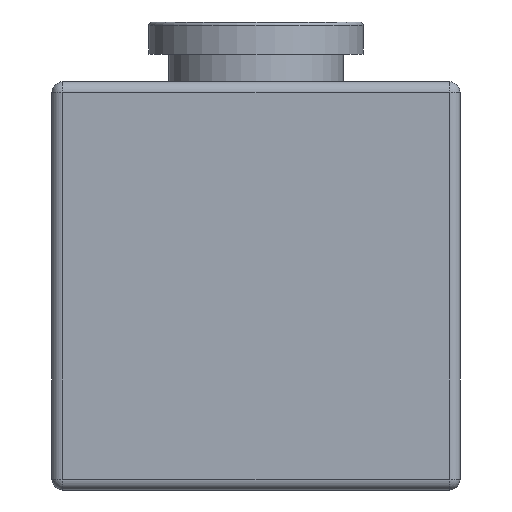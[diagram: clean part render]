
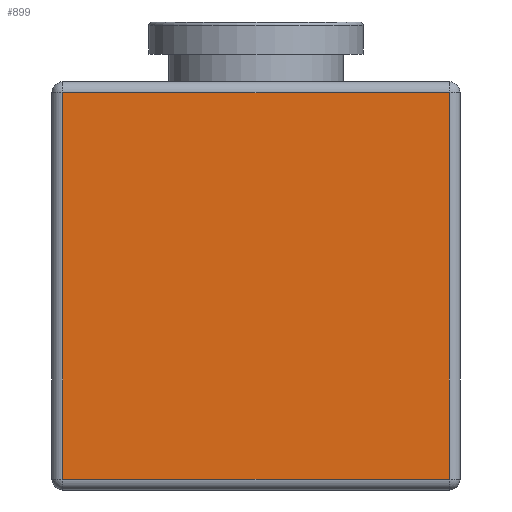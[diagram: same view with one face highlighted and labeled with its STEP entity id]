
A CAD part, front view. The second image highlights one B-rep face of the part: STEP entity #899.
In plain terms, the highlighted planar face has unit normal (0, -1, 0).
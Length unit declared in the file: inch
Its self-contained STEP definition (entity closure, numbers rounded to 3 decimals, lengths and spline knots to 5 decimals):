
#110 = DIRECTION ( 'NONE',  ( 0., 0., 1. ) ) ;
#111 = VECTOR ( 'NONE', #1757, 39.37008 ) ;
#120 = DIRECTION ( 'NONE',  ( 0., 1., 0. ) ) ;
#166 = DIRECTION ( 'NONE',  ( -1., 0., 0. ) ) ;
#188 = CARTESIAN_POINT ( 'NONE',  ( 0., 0., 0.73 ) ) ;
#208 = VECTOR ( 'NONE', #1317, 39.37008 ) ;
#245 = CARTESIAN_POINT ( 'NONE',  ( 0.73, 0., 0.02 ) ) ;
#267 = CARTESIAN_POINT ( 'NONE',  ( 0., 0., 0.75 ) ) ;
#289 = EDGE_CURVE ( 'NONE', #362, #951, #988, .T. ) ;
#294 = PLANE ( 'NONE',  #661 ) ;
#340 = CARTESIAN_POINT ( 'NONE',  ( 0.73, 0., 0.73 ) ) ;
#343 = ORIENTED_EDGE ( 'NONE', *, *, #1813, .T. ) ;
#362 = VERTEX_POINT ( 'NONE', #1331 ) ;
#389 = CARTESIAN_POINT ( 'NONE',  ( 0.02, 0., 0.75 ) ) ;
#404 = DIRECTION ( 'NONE',  ( 0., 0., -1. ) ) ;
#432 = VECTOR ( 'NONE', #166, 39.37008 ) ;
#581 = EDGE_CURVE ( 'NONE', #1639, #362, #762, .T. ) ;
#661 = AXIS2_PLACEMENT_3D ( 'NONE', #267, #120, #110 ) ;
#715 = EDGE_CURVE ( 'NONE', #1185, #1639, #1594, .T. ) ;
#762 = LINE ( 'NONE', #389, #1401 ) ;
#877 = CARTESIAN_POINT ( 'NONE',  ( 0.02, 0., 0.73 ) ) ;
#899 = ADVANCED_FACE ( 'NONE', ( #1323 ), #294, .F. ) ;
#912 = CARTESIAN_POINT ( 'NONE',  ( 0.73, 0., 0.75 ) ) ;
#951 = VERTEX_POINT ( 'NONE', #245 ) ;
#971 = EDGE_LOOP ( 'NONE', ( #343, #1549, #1377, #1603 ) ) ;
#988 = LINE ( 'NONE', #1643, #111 ) ;
#1185 = VERTEX_POINT ( 'NONE', #340 ) ;
#1317 = DIRECTION ( 'NONE',  ( 0., 0., 1. ) ) ;
#1323 = FACE_OUTER_BOUND ( 'NONE', #971, .T. ) ;
#1331 = CARTESIAN_POINT ( 'NONE',  ( 0.02, 0., 0.02 ) ) ;
#1343 = LINE ( 'NONE', #912, #208 ) ;
#1377 = ORIENTED_EDGE ( 'NONE', *, *, #581, .T. ) ;
#1401 = VECTOR ( 'NONE', #404, 39.37008 ) ;
#1549 = ORIENTED_EDGE ( 'NONE', *, *, #715, .T. ) ;
#1594 = LINE ( 'NONE', #188, #432 ) ;
#1603 = ORIENTED_EDGE ( 'NONE', *, *, #289, .T. ) ;
#1639 = VERTEX_POINT ( 'NONE', #877 ) ;
#1643 = CARTESIAN_POINT ( 'NONE',  ( 0.75, 0., 0.02 ) ) ;
#1757 = DIRECTION ( 'NONE',  ( 1., 0., 0. ) ) ;
#1813 = EDGE_CURVE ( 'NONE', #951, #1185, #1343, .T. ) ;
